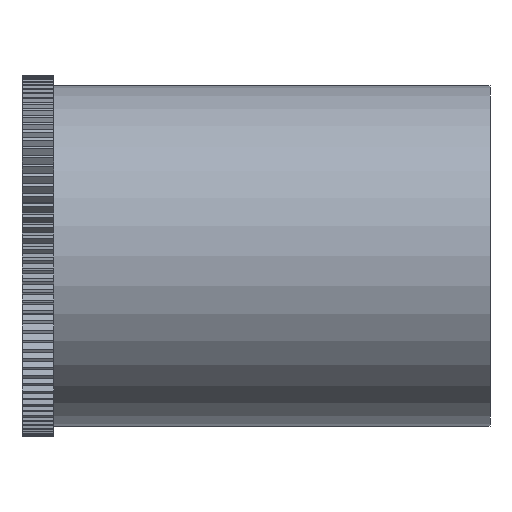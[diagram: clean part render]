
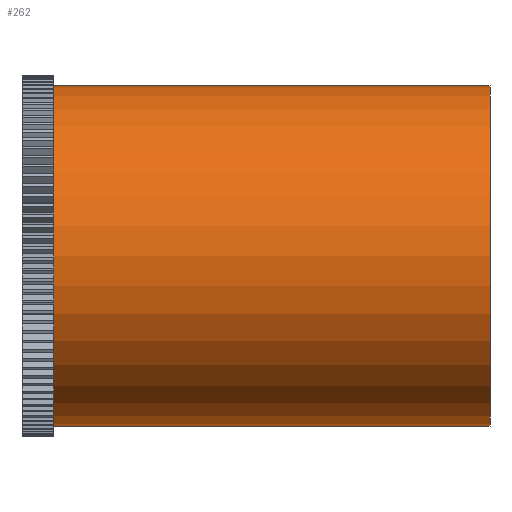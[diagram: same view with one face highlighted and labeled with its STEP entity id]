
A CAD part, left-side view. The second image highlights one B-rep face of the part: STEP entity #262.
In plain terms, the highlighted cylindrical face has radius 8 mm (diameter 16 mm), a full revolution.
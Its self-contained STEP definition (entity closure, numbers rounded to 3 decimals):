
#41=FACE_BOUND('',#1118,.T.);
#42=FACE_BOUND('',#1119,.T.);
#151=CYLINDRICAL_SURFACE('',#6828,8.);
#262=ADVANCED_FACE('',(#41,#42),#151,.T.);
#1118=EDGE_LOOP('',(#2603));
#1119=EDGE_LOOP('',(#2604));
#1439=CIRCLE('',#6613,8.);
#1544=CIRCLE('',#6822,8.);
#2603=ORIENTED_EDGE('',*,*,#4924,.F.);
#2604=ORIENTED_EDGE('',*,*,#4403,.T.);
#3766=VERTEX_POINT('',#9496);
#4079=VERTEX_POINT('',#10434);
#4403=EDGE_CURVE('',#3766,#3766,#1439,.T.);
#4924=EDGE_CURVE('',#4079,#4079,#1544,.T.);
#6613=AXIS2_PLACEMENT_3D('',#9495,#7476,#7477);
#6822=AXIS2_PLACEMENT_3D('',#10433,#8310,#8311);
#6828=AXIS2_PLACEMENT_3D('',#10442,#8322,#8323);
#7476=DIRECTION('',(0.,-1.,0.));
#7477=DIRECTION('',(0.,0.,-1.));
#8310=DIRECTION('',(0.,-1.,0.));
#8311=DIRECTION('',(0.,0.,-1.));
#8322=DIRECTION('',(0.,-1.,0.));
#8323=DIRECTION('',(0.,0.,1.));
#9495=CARTESIAN_POINT('',(50.,70.5,0.));
#9496=CARTESIAN_POINT('',(50.,70.5,-8.));
#10433=CARTESIAN_POINT('',(50.,50.,0.));
#10434=CARTESIAN_POINT('',(50.,50.,-8.));
#10442=CARTESIAN_POINT('',(50.,50.,0.));
